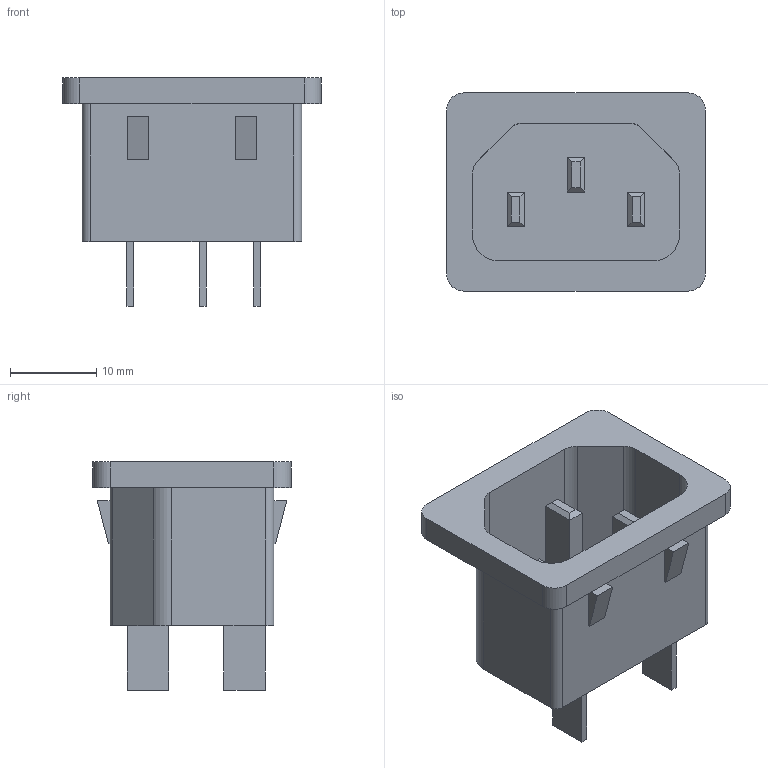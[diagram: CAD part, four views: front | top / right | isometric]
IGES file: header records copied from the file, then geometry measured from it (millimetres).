
Start section:  PTC IGES file: inpart.igs
Global section: file name: inpart.igs; native system: Pro/ENGINEER by Parametric Technology Corporation; preprocessor: 9846; author: jlue; organization: Unknown; date: 010522.073700; units: millimetre
Bounding box: 30 x 23 x 26.5 mm (x, y, z)
Surface area: 4938.6 mm2 (no closed solid volume)
Topology: 0 solids, 0 shells, 93 faces, 464 edges, 464 vertices
Faces by surface type: bspline 77, revolution 16
